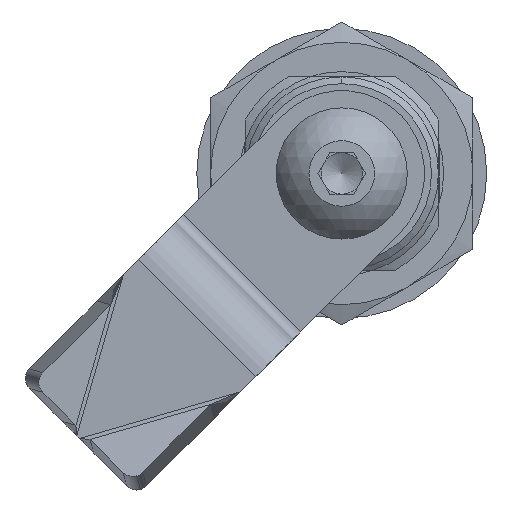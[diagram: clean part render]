
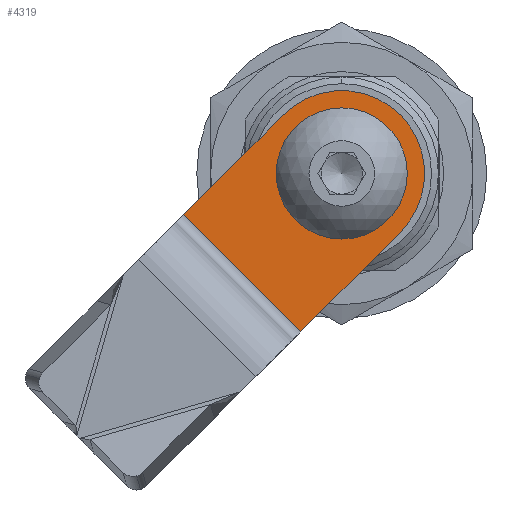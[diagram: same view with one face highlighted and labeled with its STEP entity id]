
A CAD part, front view. The second image highlights one B-rep face of the part: STEP entity #4319.
In plain terms, the highlighted planar face has unit normal (0, -1, 0).
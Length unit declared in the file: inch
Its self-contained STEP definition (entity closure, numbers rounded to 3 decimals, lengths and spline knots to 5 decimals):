
#422 = ORIENTED_EDGE ( 'NONE', *, *, #10824, .F. ) ;
#1427 = LINE ( 'NONE', #10781, #15631 ) ;
#1764 = EDGE_LOOP ( 'NONE', ( #9860, #422, #11456, #12723 ) ) ;
#1792 = CARTESIAN_POINT ( 'NONE',  ( -0.16703, -0.11811, 0.16703 ) ) ;
#2165 = DIRECTION ( 'NONE',  ( 0.707, 0., 0.707 ) ) ;
#2309 = CARTESIAN_POINT ( 'NONE',  ( -0.16843, -0.11811, 0. ) ) ;
#2440 = FACE_OUTER_BOUND ( 'NONE', #1764, .T. ) ;
#2806 = ORIENTED_EDGE ( 'NONE', *, *, #6797, .F. ) ;
#2941 = EDGE_CURVE ( 'NONE', #6993, #16270, #9204, .T. ) ;
#3335 = VERTEX_POINT ( 'NONE', #4011 ) ;
#3542 = ORIENTED_EDGE ( 'NONE', *, *, #15217, .T. ) ;
#3828 = DIRECTION ( 'NONE',  ( -0.707, 0., -0.707 ) ) ;
#4011 = CARTESIAN_POINT ( 'NONE',  ( 0., -0.11811, -0.16843 ) ) ;
#4018 = DIRECTION ( 'NONE',  ( 0.707, 0., -0.707 ) ) ;
#4134 = ORIENTED_EDGE ( 'NONE', *, *, #13971, .T. ) ;
#4319 = ADVANCED_FACE ( 'NONE', ( #10133, #2440 ), #11533, .T. ) ;
#5292 = CARTESIAN_POINT ( 'NONE',  ( 0., -0.11811, 0.16843 ) ) ;
#5584 = CARTESIAN_POINT ( 'NONE',  ( -0.11692, -0.11811, -0.45099 ) ) ;
#5676 = DIRECTION ( 'NONE',  ( -0.707, 0., -0.707 ) ) ;
#5745 = EDGE_CURVE ( 'NONE', #16270, #7652, #8592, .T. ) ;
#5999 = CARTESIAN_POINT ( 'NONE',  ( 0., -0.11811, 0. ) ) ;
#6424 = LINE ( 'NONE', #5292, #16150 ) ;
#6595 = LINE ( 'NONE', #10506, #11911 ) ;
#6797 = EDGE_CURVE ( 'NONE', #12928, #7994, #6595, .T. ) ;
#6982 = CARTESIAN_POINT ( 'NONE',  ( -0.45099, -0.11811, -0.11692 ) ) ;
#6989 = AXIS2_PLACEMENT_3D ( 'NONE', #5999, #11365, #9961 ) ;
#6993 = VERTEX_POINT ( 'NONE', #13760 ) ;
#7258 = VECTOR ( 'NONE', #12976, 39.37008 ) ;
#7652 = VERTEX_POINT ( 'NONE', #6982 ) ;
#7994 = VERTEX_POINT ( 'NONE', #2309 ) ;
#8136 = VERTEX_POINT ( 'NONE', #12801 ) ;
#8175 = ORIENTED_EDGE ( 'NONE', *, *, #8590, .F. ) ;
#8590 = EDGE_CURVE ( 'NONE', #3335, #8136, #1427, .T. ) ;
#8592 = LINE ( 'NONE', #1792, #16282 ) ;
#8730 = CARTESIAN_POINT ( 'NONE',  ( -0.01949, -0.11811, 0.35355 ) ) ;
#8941 = VECTOR ( 'NONE', #15719, 39.37008 ) ;
#9204 = CIRCLE ( 'NONE', #6989, 0.23622 ) ;
#9210 = VECTOR ( 'NONE', #3828, 39.37008 ) ;
#9326 = CARTESIAN_POINT ( 'NONE',  ( -0.11692, -0.11811, -0.45099 ) ) ;
#9393 = AXIS2_PLACEMENT_3D ( 'NONE', #8730, #14021, #2165 ) ;
#9860 = ORIENTED_EDGE ( 'NONE', *, *, #13523, .F. ) ;
#9961 = DIRECTION ( 'NONE',  ( 0.707, 0., -0.707 ) ) ;
#10133 = FACE_BOUND ( 'NONE', #13157, .T. ) ;
#10390 = CARTESIAN_POINT ( 'NONE',  ( 0.16703, -0.11811, -0.16703 ) ) ;
#10506 = CARTESIAN_POINT ( 'NONE',  ( 0., -0.11811, 0.16843 ) ) ;
#10781 = CARTESIAN_POINT ( 'NONE',  ( 0., -0.11811, -0.16843 ) ) ;
#10824 = EDGE_CURVE ( 'NONE', #6993, #14372, #17067, .T. ) ;
#11365 = DIRECTION ( 'NONE',  ( 0., -1., 0. ) ) ;
#11456 = ORIENTED_EDGE ( 'NONE', *, *, #2941, .T. ) ;
#11533 = PLANE ( 'NONE',  #9393 ) ;
#11911 = VECTOR ( 'NONE', #14322, 39.37008 ) ;
#12723 = ORIENTED_EDGE ( 'NONE', *, *, #5745, .T. ) ;
#12801 = CARTESIAN_POINT ( 'NONE',  ( 0.16843, -0.11811, 0. ) ) ;
#12928 = VERTEX_POINT ( 'NONE', #13702 ) ;
#12976 = DIRECTION ( 'NONE',  ( -0.707, 0., 0.707 ) ) ;
#13044 = LINE ( 'NONE', #14352, #8941 ) ;
#13157 = EDGE_LOOP ( 'NONE', ( #2806, #3542, #8175, #4134 ) ) ;
#13523 = EDGE_CURVE ( 'NONE', #14372, #7652, #14374, .T. ) ;
#13614 = DIRECTION ( 'NONE',  ( 0.707, 0., 0.707 ) ) ;
#13702 = CARTESIAN_POINT ( 'NONE',  ( 0., -0.11811, 0.16843 ) ) ;
#13760 = CARTESIAN_POINT ( 'NONE',  ( 0.16703, -0.11811, -0.16703 ) ) ;
#13971 = EDGE_CURVE ( 'NONE', #3335, #7994, #13044, .T. ) ;
#14021 = DIRECTION ( 'NONE',  ( 0., -1., 0. ) ) ;
#14322 = DIRECTION ( 'NONE',  ( -0.707, 0., -0.707 ) ) ;
#14352 = CARTESIAN_POINT ( 'NONE',  ( 0., -0.11811, -0.16843 ) ) ;
#14372 = VERTEX_POINT ( 'NONE', #5584 ) ;
#14374 = LINE ( 'NONE', #9326, #7258 ) ;
#15217 = EDGE_CURVE ( 'NONE', #12928, #8136, #6424, .T. ) ;
#15631 = VECTOR ( 'NONE', #13614, 39.37008 ) ;
#15719 = DIRECTION ( 'NONE',  ( -0.707, 0., 0.707 ) ) ;
#16150 = VECTOR ( 'NONE', #4018, 39.37008 ) ;
#16249 = CARTESIAN_POINT ( 'NONE',  ( -0.16703, -0.11811, 0.16703 ) ) ;
#16270 = VERTEX_POINT ( 'NONE', #16249 ) ;
#16282 = VECTOR ( 'NONE', #5676, 39.37008 ) ;
#17067 = LINE ( 'NONE', #10390, #9210 ) ;
